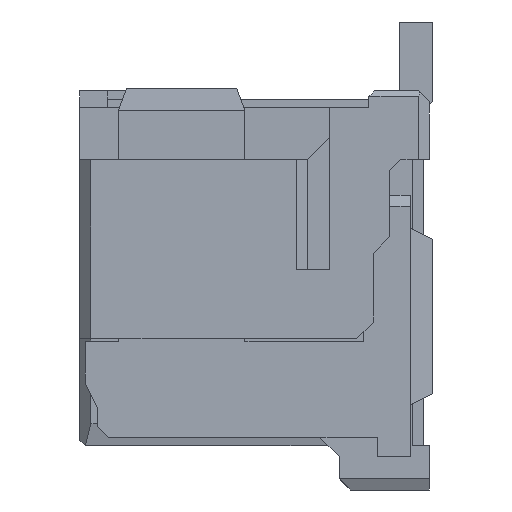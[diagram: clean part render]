
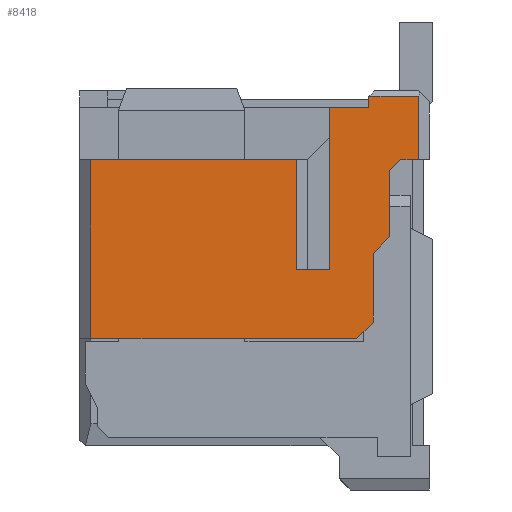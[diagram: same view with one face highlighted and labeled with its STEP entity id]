
A CAD part, left-side view. The second image highlights one B-rep face of the part: STEP entity #8418.
In plain terms, the highlighted planar face has unit normal (-1, 0, 0).
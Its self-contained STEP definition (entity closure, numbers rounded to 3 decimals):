
#753=DIRECTION('',(0.,0.,-1.));
#754=VECTOR('',#753,2.95);
#755=CARTESIAN_POINT('',(-6.65,-1.93,3.77));
#756=LINE('',#755,#754);
#761=DIRECTION('',(0.,0.,-1.));
#762=VECTOR('',#761,3.25);
#763=CARTESIAN_POINT('',(-6.65,2.4,2.82));
#764=LINE('',#763,#762);
#765=DIRECTION('',(0.,-1.,0.));
#766=VECTOR('',#765,3.73);
#767=CARTESIAN_POINT('',(-6.65,2.4,2.82));
#768=LINE('',#767,#766);
#769=DIRECTION('',(0.,0.,1.));
#770=VECTOR('',#769,2.);
#771=CARTESIAN_POINT('',(-6.65,-1.33,0.82));
#772=LINE('',#771,#770);
#773=DIRECTION('',(0.,1.,0.));
#774=VECTOR('',#773,0.6);
#775=CARTESIAN_POINT('',(-6.65,-1.93,0.82));
#776=LINE('',#775,#774);
#777=DIRECTION('',(0.,1.,0.));
#778=VECTOR('',#777,0.72);
#779=CARTESIAN_POINT('',(-6.65,-2.65,3.77));
#780=LINE('',#779,#778);
#781=DIRECTION('',(0.,0.,-1.));
#782=VECTOR('',#781,0.2);
#783=CARTESIAN_POINT('',(-6.65,-2.65,3.97));
#784=LINE('',#783,#782);
#785=DIRECTION('',(0.,1.,0.));
#786=VECTOR('',#785,0.9);
#787=CARTESIAN_POINT('',(-6.65,-3.55,3.97));
#788=LINE('',#787,#786);
#789=DIRECTION('',(0.,0.,1.));
#790=VECTOR('',#789,1.15);
#791=CARTESIAN_POINT('',(-6.65,-3.55,2.82));
#792=LINE('',#791,#790);
#793=DIRECTION('',(0.,1.,0.));
#794=VECTOR('',#793,0.32);
#795=CARTESIAN_POINT('',(-6.65,-3.55,2.82));
#796=LINE('',#795,#794);
#797=DIRECTION('',(0.,0.707,-0.707));
#798=VECTOR('',#797,0.283);
#799=CARTESIAN_POINT('',(-6.65,-3.23,2.82));
#800=LINE('',#799,#798);
#801=DIRECTION('',(0.,0.,-1.));
#802=VECTOR('',#801,1.2);
#803=CARTESIAN_POINT('',(-6.65,-3.03,2.62));
#804=LINE('',#803,#802);
#805=DIRECTION('',(0.,0.707,-0.707));
#806=VECTOR('',#805,0.424);
#807=CARTESIAN_POINT('',(-6.65,-3.03,1.42));
#808=LINE('',#807,#806);
#809=DIRECTION('',(0.,0.,-1.));
#810=VECTOR('',#809,1.25);
#811=CARTESIAN_POINT('',(-6.65,-2.73,1.12));
#812=LINE('',#811,#810);
#813=DIRECTION('',(0.,0.707,-0.707));
#814=VECTOR('',#813,0.424);
#815=CARTESIAN_POINT('',(-6.65,-2.73,-0.13));
#816=LINE('',#815,#814);
#817=DIRECTION('',(0.,-1.,0.));
#818=VECTOR('',#817,4.83);
#819=CARTESIAN_POINT('',(-6.65,2.4,-0.43));
#820=LINE('',#819,#818);
#5679=CARTESIAN_POINT('',(-6.65,-3.23,2.82));
#5680=CARTESIAN_POINT('',(-6.65,-3.03,2.62));
#5681=VERTEX_POINT('',#5679);
#5682=VERTEX_POINT('',#5680);
#5683=CARTESIAN_POINT('',(-6.65,-3.03,1.42));
#5684=VERTEX_POINT('',#5683);
#5685=CARTESIAN_POINT('',(-6.65,-2.73,1.12));
#5686=VERTEX_POINT('',#5685);
#5687=CARTESIAN_POINT('',(-6.65,-2.73,-0.13));
#5688=VERTEX_POINT('',#5687);
#5689=CARTESIAN_POINT('',(-6.65,-2.43,-0.43));
#5690=VERTEX_POINT('',#5689);
#5691=CARTESIAN_POINT('',(-6.65,-1.93,3.77));
#5693=VERTEX_POINT('',#5691);
#5699=CARTESIAN_POINT('',(-6.65,-2.65,3.77));
#5700=VERTEX_POINT('',#5699);
#6204=CARTESIAN_POINT('',(-6.65,-1.93,0.82));
#6205=CARTESIAN_POINT('',(-6.65,-1.33,0.82));
#6206=VERTEX_POINT('',#6204);
#6207=VERTEX_POINT('',#6205);
#6208=CARTESIAN_POINT('',(-6.65,-1.33,2.82));
#6209=VERTEX_POINT('',#6208);
#6280=CARTESIAN_POINT('',(-6.65,2.4,-0.43));
#6282=VERTEX_POINT('',#6280);
#6286=CARTESIAN_POINT('',(-6.65,2.4,2.82));
#6287=VERTEX_POINT('',#6286);
#6338=CARTESIAN_POINT('',(-6.65,-3.55,3.97));
#6339=CARTESIAN_POINT('',(-6.65,-2.65,3.97));
#6340=VERTEX_POINT('',#6338);
#6341=VERTEX_POINT('',#6339);
#6351=CARTESIAN_POINT('',(-6.65,-3.55,2.82));
#6353=VERTEX_POINT('',#6351);
#8381=CARTESIAN_POINT('',(-6.65,0.,0.445));
#8382=DIRECTION('',(-1.,0.,0.));
#8383=DIRECTION('',(0.,0.,1.));
#8384=AXIS2_PLACEMENT_3D('',#8381,#8382,#8383);
#8385=PLANE('',#8384);
#8387=ORIENTED_EDGE('',*,*,#8386,.F.);
#8388=ORIENTED_EDGE('',*,*,#8319,.T.);
#8390=ORIENTED_EDGE('',*,*,#8389,.F.);
#8392=ORIENTED_EDGE('',*,*,#8391,.F.);
#8393=ORIENTED_EDGE('',*,*,#8369,.F.);
#8395=ORIENTED_EDGE('',*,*,#8394,.F.);
#8397=ORIENTED_EDGE('',*,*,#8396,.F.);
#8399=ORIENTED_EDGE('',*,*,#8398,.F.);
#8401=ORIENTED_EDGE('',*,*,#8400,.F.);
#8403=ORIENTED_EDGE('',*,*,#8402,.T.);
#8405=ORIENTED_EDGE('',*,*,#8404,.T.);
#8407=ORIENTED_EDGE('',*,*,#8406,.T.);
#8409=ORIENTED_EDGE('',*,*,#8408,.T.);
#8411=ORIENTED_EDGE('',*,*,#8410,.T.);
#8413=ORIENTED_EDGE('',*,*,#8412,.T.);
#8415=ORIENTED_EDGE('',*,*,#8414,.F.);
#8416=EDGE_LOOP('',(#8387,#8388,#8390,#8392,#8393,#8395,#8397,#8399,#8401,#8403,
#8405,#8407,#8409,#8411,#8413,#8415));
#8417=FACE_OUTER_BOUND('',#8416,.F.);
#8418=ADVANCED_FACE('',(#8417),#8385,.T.);
#8319=EDGE_CURVE('',#6287,#6209,#768,.T.);
#8369=EDGE_CURVE('',#5693,#6206,#756,.T.);
#8386=EDGE_CURVE('',#6287,#6282,#764,.T.);
#8389=EDGE_CURVE('',#6207,#6209,#772,.T.);
#8391=EDGE_CURVE('',#6206,#6207,#776,.T.);
#8394=EDGE_CURVE('',#5700,#5693,#780,.T.);
#8396=EDGE_CURVE('',#6341,#5700,#784,.T.);
#8398=EDGE_CURVE('',#6340,#6341,#788,.T.);
#8400=EDGE_CURVE('',#6353,#6340,#792,.T.);
#8402=EDGE_CURVE('',#6353,#5681,#796,.T.);
#8404=EDGE_CURVE('',#5681,#5682,#800,.T.);
#8406=EDGE_CURVE('',#5682,#5684,#804,.T.);
#8408=EDGE_CURVE('',#5684,#5686,#808,.T.);
#8410=EDGE_CURVE('',#5686,#5688,#812,.T.);
#8412=EDGE_CURVE('',#5688,#5690,#816,.T.);
#8414=EDGE_CURVE('',#6282,#5690,#820,.T.);
